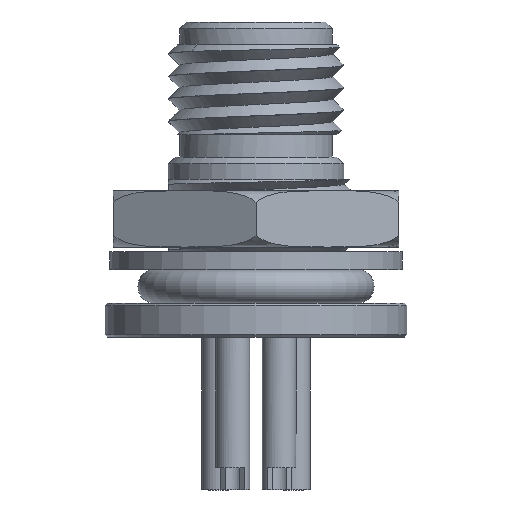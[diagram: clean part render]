
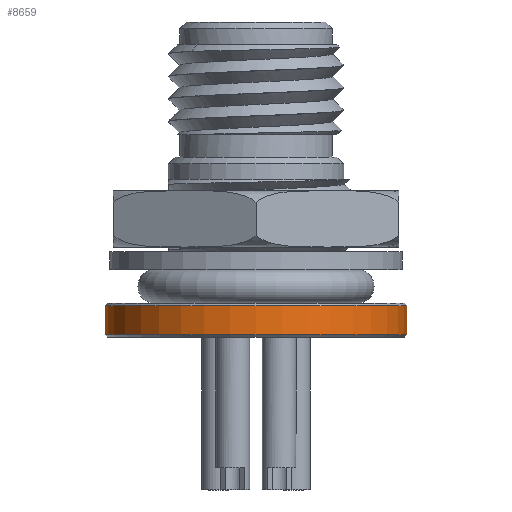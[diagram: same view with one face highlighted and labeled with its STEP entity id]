
A CAD part, front view. The second image highlights one B-rep face of the part: STEP entity #8659.
In plain terms, the highlighted cylindrical face has radius 6.7 mm (diameter 13.4 mm), a full revolution.
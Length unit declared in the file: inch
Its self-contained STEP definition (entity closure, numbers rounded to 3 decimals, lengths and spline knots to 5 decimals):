
#367 = CARTESIAN_POINT ( 'NONE',  ( 0., 0., 0.05512 ) ) ;
#727 = EDGE_LOOP ( 'NONE', ( #4676 ) ) ;
#867 = VERTEX_POINT ( 'NONE', #6367 ) ;
#957 = AXIS2_PLACEMENT_3D ( 'NONE', #3537, #7634, #4167 ) ;
#3135 = CIRCLE ( 'NONE', #3514, 0.26378 ) ;
#3430 = FACE_OUTER_BOUND ( 'NONE', #5066, .T. ) ;
#3485 = DIRECTION ( 'NONE',  ( 0., 0., -1. ) ) ;
#3514 = AXIS2_PLACEMENT_3D ( 'NONE', #8185, #3485, #4862 ) ;
#3537 = CARTESIAN_POINT ( 'NONE',  ( 0., 0., 0.00394 ) ) ;
#4167 = DIRECTION ( 'NONE',  ( 1., 0., 0. ) ) ;
#4676 = ORIENTED_EDGE ( 'NONE', *, *, #6996, .T. ) ;
#4862 = DIRECTION ( 'NONE',  ( 1., 0., 0. ) ) ;
#5066 = EDGE_LOOP ( 'NONE', ( #8584 ) ) ;
#5176 = DIRECTION ( 'NONE',  ( 1., 0., 0. ) ) ;
#5200 = VERTEX_POINT ( 'NONE', #5773 ) ;
#5773 = CARTESIAN_POINT ( 'NONE',  ( 0.26378, 0., 0.05512 ) ) ;
#5923 = EDGE_CURVE ( 'NONE', #867, #867, #3135, .T. ) ;
#6048 = CYLINDRICAL_SURFACE ( 'NONE', #957, 0.26378 ) ;
#6159 = AXIS2_PLACEMENT_3D ( 'NONE', #367, #6496, #5176 ) ;
#6367 = CARTESIAN_POINT ( 'NONE',  ( 0.26378, 0., 0.00394 ) ) ;
#6473 = CIRCLE ( 'NONE', #6159, 0.26378 ) ;
#6496 = DIRECTION ( 'NONE',  ( 0., 0., -1. ) ) ;
#6996 = EDGE_CURVE ( 'NONE', #5200, #5200, #6473, .T. ) ;
#7634 = DIRECTION ( 'NONE',  ( 0., 0., 1. ) ) ;
#8185 = CARTESIAN_POINT ( 'NONE',  ( 0., 0., 0.00394 ) ) ;
#8294 = FACE_OUTER_BOUND ( 'NONE', #727, .T. ) ;
#8584 = ORIENTED_EDGE ( 'NONE', *, *, #5923, .F. ) ;
#8659 = ADVANCED_FACE ( 'NONE', ( #8294, #3430 ), #6048, .T. ) ;
